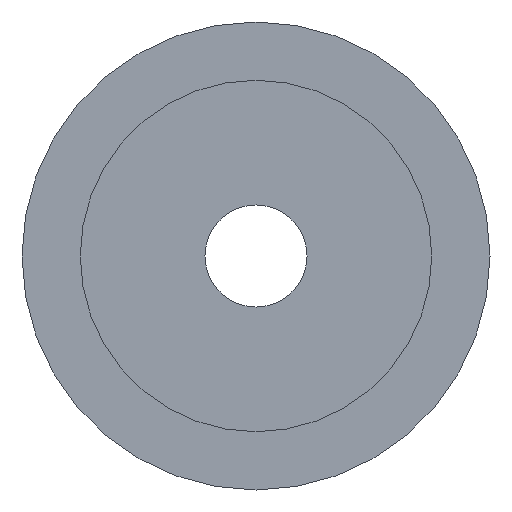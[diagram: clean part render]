
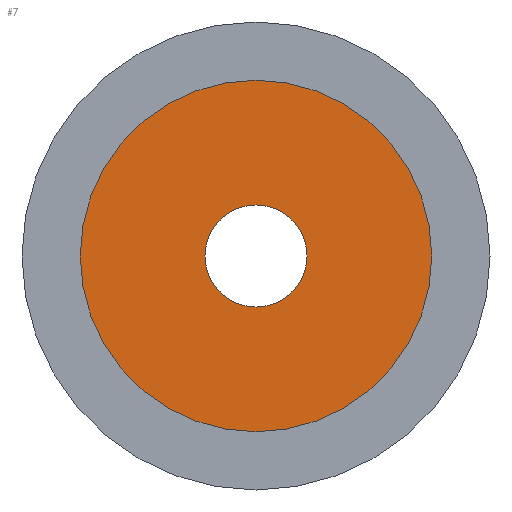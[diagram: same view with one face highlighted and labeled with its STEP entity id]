
A CAD part, front view. The second image highlights one B-rep face of the part: STEP entity #7.
In plain terms, the highlighted planar face has unit normal (0, -1, 0).
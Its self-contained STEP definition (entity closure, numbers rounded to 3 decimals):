
#7 = ADVANCED_FACE ( 'NONE', ( #677, #508 ), #163, .T. ) ;
#9 = DIRECTION ( 'NONE',  ( 0., -1., 0. ) ) ;
#13 = CARTESIAN_POINT ( 'NONE',  ( 0., 2.5, 0. ) ) ;
#67 = AXIS2_PLACEMENT_3D ( 'NONE', #115, #91, #495 ) ;
#91 = DIRECTION ( 'NONE',  ( 0., -1., 0. ) ) ;
#97 = VERTEX_POINT ( 'NONE', #561 ) ;
#106 = EDGE_LOOP ( 'NONE', ( #392, #354 ) ) ;
#108 = CIRCLE ( 'NONE', #510, 6. ) ;
#115 = CARTESIAN_POINT ( 'NONE',  ( 0., 2.5, 0. ) ) ;
#121 = CIRCLE ( 'NONE', #394, 6. ) ;
#125 = DIRECTION ( 'NONE',  ( 0., 0., -1. ) ) ;
#127 = DIRECTION ( 'NONE',  ( 0., -1., 0. ) ) ;
#134 = CARTESIAN_POINT ( 'NONE',  ( 0., 2.5, 0. ) ) ;
#137 = DIRECTION ( 'NONE',  ( 0., 0., -1. ) ) ;
#147 = AXIS2_PLACEMENT_3D ( 'NONE', #320, #317, #289 ) ;
#163 = PLANE ( 'NONE',  #621 ) ;
#187 = CIRCLE ( 'NONE', #147, 20.65 ) ;
#194 = ORIENTED_EDGE ( 'NONE', *, *, #522, .T. ) ;
#244 = EDGE_LOOP ( 'NONE', ( #436, #194 ) ) ;
#286 = CIRCLE ( 'NONE', #67, 20.65 ) ;
#289 = DIRECTION ( 'NONE',  ( 0., 0., -1. ) ) ;
#317 = DIRECTION ( 'NONE',  ( 0., -1., 0. ) ) ;
#320 = CARTESIAN_POINT ( 'NONE',  ( 0., 2.5, 0. ) ) ;
#354 = ORIENTED_EDGE ( 'NONE', *, *, #574, .F. ) ;
#391 = CARTESIAN_POINT ( 'NONE',  ( 0., 2.5, -6. ) ) ;
#392 = ORIENTED_EDGE ( 'NONE', *, *, #560, .F. ) ;
#394 = AXIS2_PLACEMENT_3D ( 'NONE', #13, #9, #443 ) ;
#417 = DIRECTION ( 'NONE',  ( 0., -1., 0. ) ) ;
#424 = CARTESIAN_POINT ( 'NONE',  ( 6., 2.5, 0. ) ) ;
#436 = ORIENTED_EDGE ( 'NONE', *, *, #454, .T. ) ;
#443 = DIRECTION ( 'NONE',  ( 0., 0., -1. ) ) ;
#454 = EDGE_CURVE ( 'NONE', #709, #97, #286, .T. ) ;
#475 = CARTESIAN_POINT ( 'NONE',  ( 0., 2.5, -20.65 ) ) ;
#487 = VERTEX_POINT ( 'NONE', #573 ) ;
#495 = DIRECTION ( 'NONE',  ( 0., 0., -1. ) ) ;
#508 = FACE_BOUND ( 'NONE', #106, .T. ) ;
#510 = AXIS2_PLACEMENT_3D ( 'NONE', #134, #127, #125 ) ;
#519 = VERTEX_POINT ( 'NONE', #391 ) ;
#522 = EDGE_CURVE ( 'NONE', #97, #709, #187, .T. ) ;
#560 = EDGE_CURVE ( 'NONE', #519, #487, #108, .T. ) ;
#561 = CARTESIAN_POINT ( 'NONE',  ( 0., 2.5, 20.65 ) ) ;
#573 = CARTESIAN_POINT ( 'NONE',  ( 0., 2.5, 6. ) ) ;
#574 = EDGE_CURVE ( 'NONE', #487, #519, #121, .T. ) ;
#621 = AXIS2_PLACEMENT_3D ( 'NONE', #424, #417, #137 ) ;
#677 = FACE_OUTER_BOUND ( 'NONE', #244, .T. ) ;
#709 = VERTEX_POINT ( 'NONE', #475 ) ;
